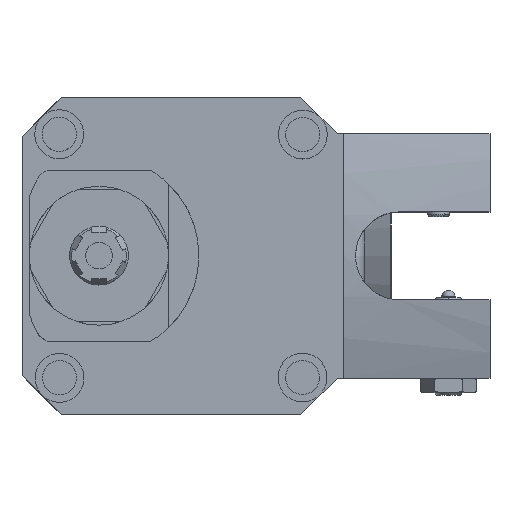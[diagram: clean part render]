
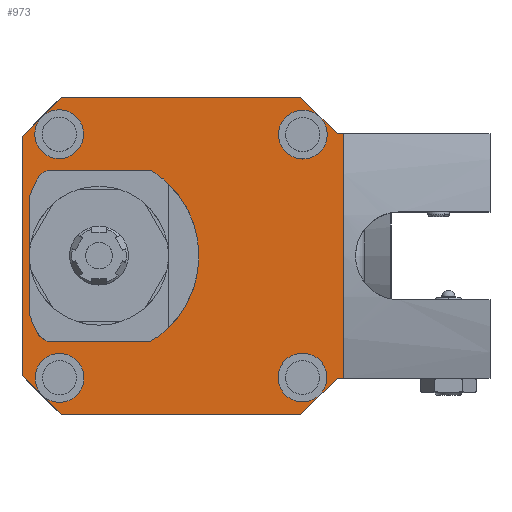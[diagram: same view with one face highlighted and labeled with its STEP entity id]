
A CAD part, top view. The second image highlights one B-rep face of the part: STEP entity #973.
In plain terms, the highlighted planar face has unit normal (0, 0, 1).
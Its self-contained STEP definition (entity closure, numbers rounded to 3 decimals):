
#117=LINE('',#5971,#378);
#118=LINE('',#5976,#379);
#119=LINE('',#5985,#380);
#120=LINE('',#5988,#381);
#121=LINE('',#5990,#382);
#122=LINE('',#5992,#383);
#123=LINE('',#5994,#384);
#124=LINE('',#5996,#385);
#125=LINE('',#5998,#386);
#126=LINE('',#6000,#387);
#127=LINE('',#6002,#388);
#128=LINE('',#6004,#389);
#129=LINE('',#6006,#390);
#378=VECTOR('',#4773,1.);
#379=VECTOR('',#4776,1.);
#380=VECTOR('',#4785,1.);
#381=VECTOR('',#4786,1.);
#382=VECTOR('',#4787,1.);
#383=VECTOR('',#4788,1.);
#384=VECTOR('',#4789,1.);
#385=VECTOR('',#4790,1.);
#386=VECTOR('',#4791,1.);
#387=VECTOR('',#4792,1.);
#388=VECTOR('',#4793,1.);
#389=VECTOR('',#4794,1.);
#390=VECTOR('',#4795,1.);
#900=FACE_BOUND('',#1523,.T.);
#901=FACE_BOUND('',#1524,.T.);
#902=FACE_BOUND('',#1525,.T.);
#903=FACE_BOUND('',#1526,.T.);
#904=FACE_BOUND('',#1527,.T.);
#905=FACE_BOUND('',#1528,.T.);
#973=ADVANCED_FACE('',(#900,#901,#902,#903,#904,#905),#1215,.T.);
#1215=PLANE('',#4324);
#1523=EDGE_LOOP('',(#1808,#1809,#1810,#1811,#1812));
#1524=EDGE_LOOP('',(#1813));
#1525=EDGE_LOOP('',(#1814));
#1526=EDGE_LOOP('',(#1815,#1816,#1817,#1818,#1819,#1820,#1821,#1822,#1823,
#1824,#1825));
#1527=EDGE_LOOP('',(#1826));
#1528=EDGE_LOOP('',(#1827));
#1808=ORIENTED_EDGE('',*,*,#3473,.T.);
#1809=ORIENTED_EDGE('',*,*,#3474,.F.);
#1810=ORIENTED_EDGE('',*,*,#3475,.T.);
#1811=ORIENTED_EDGE('',*,*,#3476,.F.);
#1812=ORIENTED_EDGE('',*,*,#3477,.F.);
#1813=ORIENTED_EDGE('',*,*,#3478,.F.);
#1814=ORIENTED_EDGE('',*,*,#3479,.F.);
#1815=ORIENTED_EDGE('',*,*,#3480,.T.);
#1816=ORIENTED_EDGE('',*,*,#3481,.F.);
#1817=ORIENTED_EDGE('',*,*,#3482,.F.);
#1818=ORIENTED_EDGE('',*,*,#3483,.F.);
#1819=ORIENTED_EDGE('',*,*,#3484,.F.);
#1820=ORIENTED_EDGE('',*,*,#3485,.F.);
#1821=ORIENTED_EDGE('',*,*,#3486,.F.);
#1822=ORIENTED_EDGE('',*,*,#3487,.F.);
#1823=ORIENTED_EDGE('',*,*,#3488,.F.);
#1824=ORIENTED_EDGE('',*,*,#3489,.F.);
#1825=ORIENTED_EDGE('',*,*,#3490,.F.);
#1826=ORIENTED_EDGE('',*,*,#3491,.F.);
#1827=ORIENTED_EDGE('',*,*,#3492,.T.);
#3053=VERTEX_POINT('',#5972);
#3054=VERTEX_POINT('',#5973);
#3055=VERTEX_POINT('',#5975);
#3056=VERTEX_POINT('',#5977);
#3057=VERTEX_POINT('',#5979);
#3058=VERTEX_POINT('',#5982);
#3059=VERTEX_POINT('',#5984);
#3060=VERTEX_POINT('',#5986);
#3061=VERTEX_POINT('',#5987);
#3062=VERTEX_POINT('',#5989);
#3063=VERTEX_POINT('',#5991);
#3064=VERTEX_POINT('',#5993);
#3065=VERTEX_POINT('',#5995);
#3066=VERTEX_POINT('',#5997);
#3067=VERTEX_POINT('',#5999);
#3068=VERTEX_POINT('',#6001);
#3069=VERTEX_POINT('',#6003);
#3070=VERTEX_POINT('',#6005);
#3071=VERTEX_POINT('',#6008);
#3072=VERTEX_POINT('',#6010);
#3473=EDGE_CURVE('',#3053,#3054,#117,.T.);
#3474=EDGE_CURVE('',#3055,#3054,#4091,.T.);
#3475=EDGE_CURVE('',#3055,#3056,#118,.T.);
#3476=EDGE_CURVE('',#3057,#3056,#4092,.T.);
#3477=EDGE_CURVE('',#3053,#3057,#4093,.T.);
#3478=EDGE_CURVE('',#3058,#3058,#4094,.T.);
#3479=EDGE_CURVE('',#3059,#3059,#4095,.T.);
#3480=EDGE_CURVE('',#3060,#3061,#119,.T.);
#3481=EDGE_CURVE('',#3062,#3061,#120,.T.);
#3482=EDGE_CURVE('',#3063,#3062,#121,.T.);
#3483=EDGE_CURVE('',#3064,#3063,#122,.T.);
#3484=EDGE_CURVE('',#3065,#3064,#123,.T.);
#3485=EDGE_CURVE('',#3066,#3065,#124,.T.);
#3486=EDGE_CURVE('',#3067,#3066,#125,.T.);
#3487=EDGE_CURVE('',#3068,#3067,#126,.T.);
#3488=EDGE_CURVE('',#3069,#3068,#127,.T.);
#3489=EDGE_CURVE('',#3070,#3069,#128,.T.);
#3490=EDGE_CURVE('',#3060,#3070,#129,.T.);
#3491=EDGE_CURVE('',#3071,#3071,#4096,.T.);
#3492=EDGE_CURVE('',#3072,#3072,#4097,.T.);
#4091=CIRCLE('',#4317,20.45);
#4092=CIRCLE('',#4318,30.);
#4093=CIRCLE('',#4319,30.);
#4094=CIRCLE('',#4320,5.);
#4095=CIRCLE('',#4321,5.);
#4096=CIRCLE('',#4322,5.);
#4097=CIRCLE('',#4323,5.);
#4317=AXIS2_PLACEMENT_3D('',#5974,#4774,#4775);
#4318=AXIS2_PLACEMENT_3D('',#5978,#4777,#4778);
#4319=AXIS2_PLACEMENT_3D('',#5980,#4779,#4780);
#4320=AXIS2_PLACEMENT_3D('',#5981,#4781,#4782);
#4321=AXIS2_PLACEMENT_3D('',#5983,#4783,#4784);
#4322=AXIS2_PLACEMENT_3D('',#6007,#4796,#4797);
#4323=AXIS2_PLACEMENT_3D('',#6009,#4798,#4799);
#4324=AXIS2_PLACEMENT_3D('',#6011,#4800,#4801);
#4773=DIRECTION('',(1.,0.,0.));
#4774=DIRECTION('',(0.,0.,1.));
#4775=DIRECTION('',(0.,1.,0.));
#4776=DIRECTION('',(-1.,0.,0.));
#4777=DIRECTION('',(0.,0.,1.));
#4778=DIRECTION('',(-1.,0.,0.));
#4779=DIRECTION('',(0.,0.,1.));
#4780=DIRECTION('',(-1.,0.,0.));
#4781=DIRECTION('',(0.,0.,1.));
#4782=DIRECTION('',(0.,-1.,0.));
#4783=DIRECTION('',(0.,0.,1.));
#4784=DIRECTION('',(1.,0.,0.));
#4785=DIRECTION('',(1.,0.,0.));
#4786=DIRECTION('',(-0.707,-0.707,0.));
#4787=DIRECTION('',(-1.,0.,0.));
#4788=DIRECTION('',(0.,-1.,0.));
#4789=DIRECTION('',(0.,-1.,0.));
#4790=DIRECTION('',(1.,0.,0.));
#4791=DIRECTION('',(0.707,-0.707,0.));
#4792=DIRECTION('',(1.,0.,0.));
#4793=DIRECTION('',(0.707,0.707,0.));
#4794=DIRECTION('',(0.,1.,0.));
#4795=DIRECTION('',(-0.707,0.707,0.));
#4796=DIRECTION('',(0.,0.,1.));
#4797=DIRECTION('',(-1.,0.,0.));
#4798=DIRECTION('',(0.,0.,-1.));
#4799=DIRECTION('',(0.,1.,0.));
#4800=DIRECTION('',(0.,0.,1.));
#4801=DIRECTION('',(0.,1.,0.));
#5971=CARTESIAN_POINT('',(-14.5,17.5,11.));
#5972=CARTESIAN_POINT('',(-59.617,17.5,11.));
#5973=CARTESIAN_POINT('',(-41.419,17.5,11.));
#5974=CARTESIAN_POINT('',(-52.,0.,11.));
#5975=CARTESIAN_POINT('',(-41.419,-17.5,11.));
#5976=CARTESIAN_POINT('',(-14.5,-17.5,11.));
#5977=CARTESIAN_POINT('',(-59.617,-17.5,11.));
#5978=CARTESIAN_POINT('',(-35.25,0.,11.));
#5979=CARTESIAN_POINT('',(-65.25,0.,11.));
#5980=CARTESIAN_POINT('',(-35.25,0.,11.));
#5981=CARTESIAN_POINT('',(-10.36,-24.89,11.));
#5982=CARTESIAN_POINT('',(-10.36,-29.89,11.));
#5983=CARTESIAN_POINT('',(-10.293,24.823,11.));
#5984=CARTESIAN_POINT('',(-5.293,24.823,11.));
#5985=CARTESIAN_POINT('',(-18.5,-32.5,11.));
#5986=CARTESIAN_POINT('',(-59.75,-32.5,11.));
#5987=CARTESIAN_POINT('',(-10.75,-32.5,11.));
#5988=CARTESIAN_POINT('',(21.75,0.,11.));
#5989=CARTESIAN_POINT('',(-3.25,-25.,11.));
#5990=CARTESIAN_POINT('',(-18.5,-25.,11.));
#5991=CARTESIAN_POINT('',(-2.,-25.,11.));
#5992=CARTESIAN_POINT('',(-2.,0.,11.));
#5993=CARTESIAN_POINT('',(-2.,0.,11.));
#5994=CARTESIAN_POINT('',(-2.,0.,11.));
#5995=CARTESIAN_POINT('',(-2.,25.,11.));
#5996=CARTESIAN_POINT('',(-18.5,25.,11.));
#5997=CARTESIAN_POINT('',(-3.25,25.,11.));
#5998=CARTESIAN_POINT('',(-18.5,40.25,11.));
#5999=CARTESIAN_POINT('',(-10.75,32.5,11.));
#6000=CARTESIAN_POINT('',(-18.5,32.5,11.));
#6001=CARTESIAN_POINT('',(-59.75,32.5,11.));
#6002=CARTESIAN_POINT('',(-92.25,0.,11.));
#6003=CARTESIAN_POINT('',(-67.75,24.5,11.));
#6004=CARTESIAN_POINT('',(-67.75,0.,11.));
#6005=CARTESIAN_POINT('',(-67.75,-24.5,11.));
#6006=CARTESIAN_POINT('',(-92.25,0.,11.));
#6007=CARTESIAN_POINT('',(-60.073,-24.957,11.));
#6008=CARTESIAN_POINT('',(-65.073,-24.957,11.));
#6009=CARTESIAN_POINT('',(-60.14,24.89,11.));
#6010=CARTESIAN_POINT('',(-60.14,29.89,11.));
#6011=CARTESIAN_POINT('',(-5.075,17.978,11.));
